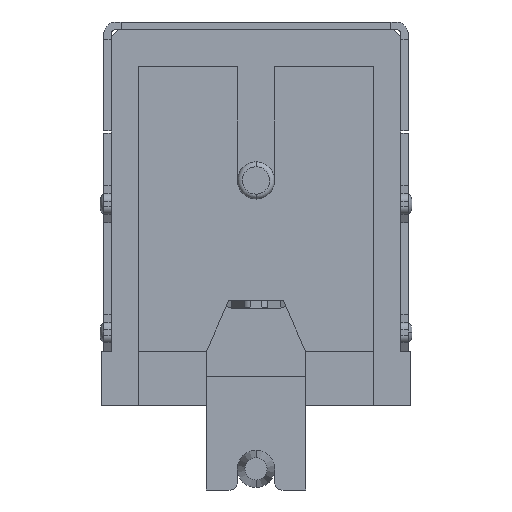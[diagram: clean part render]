
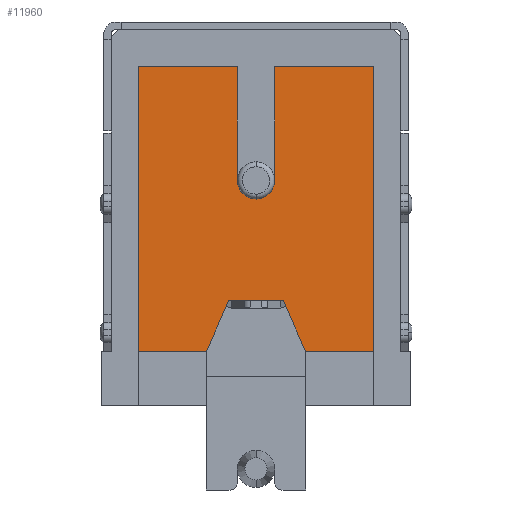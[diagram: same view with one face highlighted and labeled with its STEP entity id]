
A CAD part, front view. The second image highlights one B-rep face of the part: STEP entity #11960.
In plain terms, the highlighted planar face has unit normal (0, -1, 0).
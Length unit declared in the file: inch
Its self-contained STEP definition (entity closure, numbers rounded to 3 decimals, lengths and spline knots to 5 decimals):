
#25 = DIRECTION ( 'NONE',  ( 0., 0., 1. ) ) ;
#282 = EDGE_CURVE ( 'NONE', #15505, #5814, #11467, .T. ) ;
#739 = VECTOR ( 'NONE', #9021, 39.37008 ) ;
#1422 = DIRECTION ( 'NONE',  ( 0., 1., 0. ) ) ;
#1431 = DIRECTION ( 'NONE',  ( 0., 0., -1. ) ) ;
#1497 = CARTESIAN_POINT ( 'NONE',  ( 0., -0.26969, 0.16732 ) ) ;
#1517 = EDGE_CURVE ( 'NONE', #1792, #7413, #12019, .T. ) ;
#1792 = VERTEX_POINT ( 'NONE', #3050 ) ;
#1890 = ORIENTED_EDGE ( 'NONE', *, *, #6042, .T. ) ;
#1901 = CARTESIAN_POINT ( 'NONE',  ( -0.19449, -0.26969, 0.54843 ) ) ;
#1994 = LINE ( 'NONE', #3474, #739 ) ;
#2404 = DIRECTION ( 'NONE',  ( -1., 0., 0. ) ) ;
#2456 = ORIENTED_EDGE ( 'NONE', *, *, #1517, .T. ) ;
#2755 = CARTESIAN_POINT ( 'NONE',  ( -0.04331, -0.26969, 0.16732 ) ) ;
#3050 = CARTESIAN_POINT ( 'NONE',  ( -0.18701, -0.26969, 0.08661 ) ) ;
#3276 = ORIENTED_EDGE ( 'NONE', *, *, #3722, .T. ) ;
#3354 = CARTESIAN_POINT ( 'NONE',  ( 0.07874, -0.26969, 0.08661 ) ) ;
#3474 = CARTESIAN_POINT ( 'NONE',  ( 0.18701, -0.26969, 0.26969 ) ) ;
#3554 = FACE_OUTER_BOUND ( 'NONE', #10263, .T. ) ;
#3722 = EDGE_CURVE ( 'NONE', #5814, #8220, #10510, .T. ) ;
#3756 = CARTESIAN_POINT ( 'NONE',  ( 0.18701, -0.26969, 0.53937 ) ) ;
#3878 = CARTESIAN_POINT ( 'NONE',  ( -0.18701, -0.26969, 0.53937 ) ) ;
#3889 = CARTESIAN_POINT ( 'NONE',  ( 0.02953, -0.26969, 0.53937 ) ) ;
#4022 = CARTESIAN_POINT ( 'NONE',  ( -0.02953, -0.26969, 0.44882 ) ) ;
#4103 = EDGE_CURVE ( 'NONE', #8270, #16733, #1994, .T. ) ;
#4112 = CARTESIAN_POINT ( 'NONE',  ( 0.02953, -0.26969, 0.44882 ) ) ;
#4182 = AXIS2_PLACEMENT_3D ( 'NONE', #1901, #13236, #6327 ) ;
#4279 = EDGE_CURVE ( 'NONE', #15220, #14079, #11958, .T. ) ;
#4529 = VECTOR ( 'NONE', #25, 39.37008 ) ;
#4546 = DIRECTION ( 'NONE',  ( 1., 0., 0. ) ) ;
#5196 = DIRECTION ( 'NONE',  ( 0., 0., -1. ) ) ;
#5814 = VERTEX_POINT ( 'NONE', #11186 ) ;
#6042 = EDGE_CURVE ( 'NONE', #16733, #16068, #15032, .T. ) ;
#6229 = EDGE_CURVE ( 'NONE', #8220, #8270, #13337, .T. ) ;
#6245 = DIRECTION ( 'NONE',  ( 1., 0., 0. ) ) ;
#6327 = DIRECTION ( 'NONE',  ( 0., 0., -1. ) ) ;
#6471 = CARTESIAN_POINT ( 'NONE',  ( 0.10827, -0.26969, 0.53937 ) ) ;
#6660 = ORIENTED_EDGE ( 'NONE', *, *, #13320, .T. ) ;
#6671 = LINE ( 'NONE', #9252, #12761 ) ;
#6680 = VECTOR ( 'NONE', #14917, 39.37008 ) ;
#6945 = AXIS2_PLACEMENT_3D ( 'NONE', #13963, #1422, #11031 ) ;
#7096 = VECTOR ( 'NONE', #1431, 39.37008 ) ;
#7160 = LINE ( 'NONE', #4112, #7096 ) ;
#7268 = VERTEX_POINT ( 'NONE', #3878 ) ;
#7385 = CARTESIAN_POINT ( 'NONE',  ( 0., -0.26969, 0.08661 ) ) ;
#7413 = VERTEX_POINT ( 'NONE', #11441 ) ;
#7608 = CARTESIAN_POINT ( 'NONE',  ( -0.07874, -0.26969, 0.08661 ) ) ;
#8107 = LINE ( 'NONE', #9566, #6680 ) ;
#8220 = VERTEX_POINT ( 'NONE', #3354 ) ;
#8270 = VERTEX_POINT ( 'NONE', #8987 ) ;
#8309 = VECTOR ( 'NONE', #4546, 39.37008 ) ;
#8788 = ORIENTED_EDGE ( 'NONE', *, *, #10732, .T. ) ;
#8987 = CARTESIAN_POINT ( 'NONE',  ( 0.18701, -0.26969, 0.08661 ) ) ;
#9021 = DIRECTION ( 'NONE',  ( 0., 0., 1. ) ) ;
#9070 = VECTOR ( 'NONE', #2404, 39.37008 ) ;
#9252 = CARTESIAN_POINT ( 'NONE',  ( -0.18701, -0.26969, 0.26969 ) ) ;
#9340 = ORIENTED_EDGE ( 'NONE', *, *, #282, .T. ) ;
#9566 = CARTESIAN_POINT ( 'NONE',  ( -0.10827, -0.26969, 0.53937 ) ) ;
#9801 = VECTOR ( 'NONE', #10455, 39.37008 ) ;
#10263 = EDGE_LOOP ( 'NONE', ( #2456, #12757, #9340, #3276, #15901, #15809, #1890, #8788, #10784, #6660, #17618, #16702 ) ) ;
#10314 = CARTESIAN_POINT ( 'NONE',  ( -0.02953, -0.26969, 0.35827 ) ) ;
#10455 = DIRECTION ( 'NONE',  ( 1., 0., 0. ) ) ;
#10510 = LINE ( 'NONE', #13084, #14586 ) ;
#10732 = EDGE_CURVE ( 'NONE', #16068, #15220, #7160, .T. ) ;
#10784 = ORIENTED_EDGE ( 'NONE', *, *, #4279, .T. ) ;
#10823 = CARTESIAN_POINT ( 'NONE',  ( -0.02953, -0.26969, 0.53937 ) ) ;
#11031 = DIRECTION ( 'NONE',  ( 1., 0., 0. ) ) ;
#11186 = CARTESIAN_POINT ( 'NONE',  ( 0.04331, -0.26969, 0.16732 ) ) ;
#11416 = VECTOR ( 'NONE', #6245, 39.37008 ) ;
#11441 = CARTESIAN_POINT ( 'NONE',  ( -0.07874, -0.26969, 0.08661 ) ) ;
#11467 = LINE ( 'NONE', #1497, #8309 ) ;
#11656 = DIRECTION ( 'NONE',  ( 0.402, 0., 0.916 ) ) ;
#11958 = CIRCLE ( 'NONE', #6945, 0.02953 ) ;
#11960 = ADVANCED_FACE ( 'NONE', ( #3554 ), #17300, .T. ) ;
#12019 = LINE ( 'NONE', #16246, #9801 ) ;
#12757 = ORIENTED_EDGE ( 'NONE', *, *, #13674, .T. ) ;
#12761 = VECTOR ( 'NONE', #5196, 39.37008 ) ;
#13084 = CARTESIAN_POINT ( 'NONE',  ( 0.04331, -0.26969, 0.16732 ) ) ;
#13103 = CARTESIAN_POINT ( 'NONE',  ( 0.02953, -0.26969, 0.35827 ) ) ;
#13236 = DIRECTION ( 'NONE',  ( 0., -1., 0. ) ) ;
#13320 = EDGE_CURVE ( 'NONE', #14079, #14903, #18208, .T. ) ;
#13337 = LINE ( 'NONE', #7385, #11416 ) ;
#13674 = EDGE_CURVE ( 'NONE', #7413, #15505, #17452, .T. ) ;
#13963 = CARTESIAN_POINT ( 'NONE',  ( 0., -0.26969, 0.35827 ) ) ;
#14079 = VERTEX_POINT ( 'NONE', #10314 ) ;
#14586 = VECTOR ( 'NONE', #17326, 39.37008 ) ;
#14879 = EDGE_CURVE ( 'NONE', #7268, #1792, #6671, .T. ) ;
#14903 = VERTEX_POINT ( 'NONE', #10823 ) ;
#14917 = DIRECTION ( 'NONE',  ( -1., 0., 0. ) ) ;
#15032 = LINE ( 'NONE', #6471, #9070 ) ;
#15220 = VERTEX_POINT ( 'NONE', #13103 ) ;
#15436 = VECTOR ( 'NONE', #11656, 39.37008 ) ;
#15505 = VERTEX_POINT ( 'NONE', #2755 ) ;
#15809 = ORIENTED_EDGE ( 'NONE', *, *, #4103, .T. ) ;
#15901 = ORIENTED_EDGE ( 'NONE', *, *, #6229, .T. ) ;
#16068 = VERTEX_POINT ( 'NONE', #3889 ) ;
#16246 = CARTESIAN_POINT ( 'NONE',  ( 0., -0.26969, 0.08661 ) ) ;
#16702 = ORIENTED_EDGE ( 'NONE', *, *, #14879, .T. ) ;
#16733 = VERTEX_POINT ( 'NONE', #3756 ) ;
#17300 = PLANE ( 'NONE',  #4182 ) ;
#17326 = DIRECTION ( 'NONE',  ( 0.402, 0., -0.916 ) ) ;
#17452 = LINE ( 'NONE', #7608, #15436 ) ;
#17618 = ORIENTED_EDGE ( 'NONE', *, *, #18106, .T. ) ;
#18106 = EDGE_CURVE ( 'NONE', #14903, #7268, #8107, .T. ) ;
#18208 = LINE ( 'NONE', #4022, #4529 ) ;
